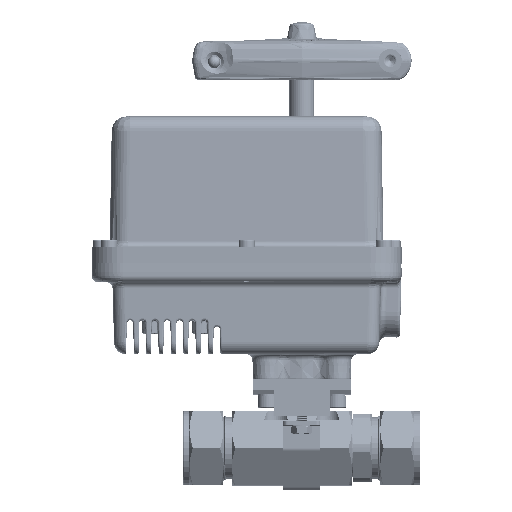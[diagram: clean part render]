
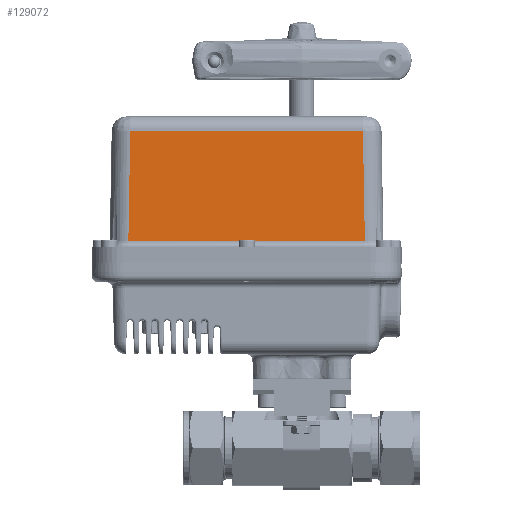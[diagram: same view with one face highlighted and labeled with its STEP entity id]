
A CAD part, top view. The second image highlights one B-rep face of the part: STEP entity #129072.
In plain terms, the highlighted planar face has unit normal (0, 0.018, 1).
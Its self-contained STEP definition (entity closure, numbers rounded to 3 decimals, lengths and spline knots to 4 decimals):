
#1633 = DIRECTION ( 'NONE',  ( -0.017, 1., -0.017 ) ) ;
#2196 = LINE ( 'NONE', #147000, #98646 ) ;
#4757 = CARTESIAN_POINT ( 'NONE',  ( -3.4536, 6.3937, 1.6067 ) ) ;
#14967 = DIRECTION ( 'NONE',  ( -0.017, -1., 0.017 ) ) ;
#18459 = DIRECTION ( 'NONE',  ( 0., 0.017, 1. ) ) ;
#18551 = CARTESIAN_POINT ( 'NONE',  ( 1.2704, 4.1788, 1.6454 ) ) ;
#18659 = CARTESIAN_POINT ( 'NONE',  ( 1.271, 4.1458, 1.6459 ) ) ;
#18834 = LINE ( 'NONE', #4757, #110805 ) ;
#24292 = ORIENTED_EDGE ( 'NONE', *, *, #149018, .T. ) ;
#24305 = DIRECTION ( 'NONE',  ( 1., 0., 0. ) ) ;
#25729 = LINE ( 'NONE', #18659, #46746 ) ;
#34929 = EDGE_CURVE ( 'NONE', #87800, #89259, #25729, .T. ) ;
#36059 = CARTESIAN_POINT ( 'NONE',  ( -3.8745, 4.1788, 1.6454 ) ) ;
#42560 = PLANE ( 'NONE',  #149933 ) ;
#43022 = LINE ( 'NONE', #36059, #102769 ) ;
#46746 = VECTOR ( 'NONE', #1633, 39.3701 ) ;
#59192 = EDGE_CURVE ( 'NONE', #73787, #96613, #2196, .T. ) ;
#73787 = VERTEX_POINT ( 'NONE', #135847 ) ;
#74149 = EDGE_CURVE ( 'NONE', #89259, #73787, #18834, .T. ) ;
#87800 = VERTEX_POINT ( 'NONE', #18551 ) ;
#89259 = VERTEX_POINT ( 'NONE', #136515 ) ;
#90640 = CARTESIAN_POINT ( 'NONE',  ( -3.8745, 4.056, 1.6475 ) ) ;
#96613 = VERTEX_POINT ( 'NONE', #100509 ) ;
#98646 = VECTOR ( 'NONE', #14967, 39.3701 ) ;
#100509 = CARTESIAN_POINT ( 'NONE',  ( -3.4974, 4.1788, 1.6454 ) ) ;
#101333 = DIRECTION ( 'NONE',  ( -1., 0., 0. ) ) ;
#102580 = DIRECTION ( 'NONE',  ( 0., 1., -0.017 ) ) ;
#102769 = VECTOR ( 'NONE', #24305, 39.3701 ) ;
#108620 = ORIENTED_EDGE ( 'NONE', *, *, #59192, .T. ) ;
#110805 = VECTOR ( 'NONE', #101333, 39.3701 ) ;
#129072 = ADVANCED_FACE ( 'NONE', ( #151043 ), #42560, .T. ) ;
#135847 = CARTESIAN_POINT ( 'NONE',  ( -3.4588, 6.3937, 1.6067 ) ) ;
#136515 = CARTESIAN_POINT ( 'NONE',  ( 1.2318, 6.3937, 1.6067 ) ) ;
#139509 = ORIENTED_EDGE ( 'NONE', *, *, #74149, .T. ) ;
#142300 = ORIENTED_EDGE ( 'NONE', *, *, #34929, .T. ) ;
#147000 = CARTESIAN_POINT ( 'NONE',  ( -3.4997, 4.0495, 1.6476 ) ) ;
#149018 = EDGE_CURVE ( 'NONE', #96613, #87800, #43022, .T. ) ;
#149465 = EDGE_LOOP ( 'NONE', ( #108620, #24292, #142300, #139509 ) ) ;
#149933 = AXIS2_PLACEMENT_3D ( 'NONE', #90640, #18459, #102580 ) ;
#151043 = FACE_OUTER_BOUND ( 'NONE', #149465, .T. ) ;
